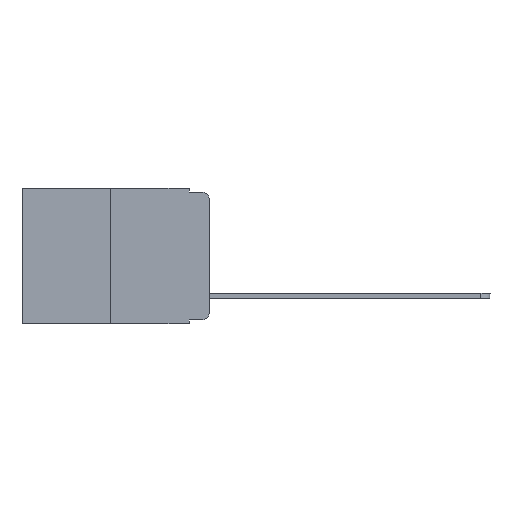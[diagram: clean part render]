
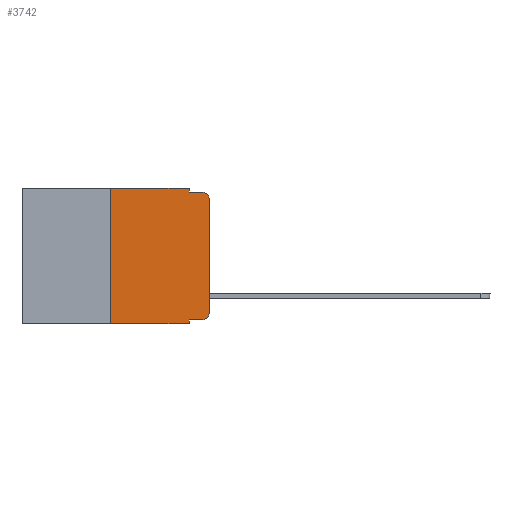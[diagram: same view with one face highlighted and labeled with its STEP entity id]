
A CAD part, left-side view. The second image highlights one B-rep face of the part: STEP entity #3742.
In plain terms, the highlighted planar face has unit normal (-1, 0, 0).
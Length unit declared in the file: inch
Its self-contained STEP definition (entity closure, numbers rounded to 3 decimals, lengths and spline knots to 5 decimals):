
#255 = ORIENTED_EDGE ( 'NONE', *, *, #1596, .F. ) ;
#304 = DIRECTION ( 'NONE',  ( 0., 0., -1. ) ) ;
#776 = ORIENTED_EDGE ( 'NONE', *, *, #10648, .T. ) ;
#868 = VERTEX_POINT ( 'NONE', #6734 ) ;
#1000 = VECTOR ( 'NONE', #3696, 39.37008 ) ;
#1236 = DIRECTION ( 'NONE',  ( -1., 0., 0. ) ) ;
#1306 = CARTESIAN_POINT ( 'NONE',  ( 0., 0., 0. ) ) ;
#1344 = ORIENTED_EDGE ( 'NONE', *, *, #2297, .T. ) ;
#1388 = CARTESIAN_POINT ( 'NONE',  ( 0., 0.473, -0.343 ) ) ;
#1581 = EDGE_CURVE ( 'NONE', #10016, #7577, #9758, .T. ) ;
#1596 = EDGE_CURVE ( 'NONE', #7577, #868, #4746, .T. ) ;
#1875 = EDGE_CURVE ( 'NONE', #868, #3489, #10295, .T. ) ;
#1958 = CARTESIAN_POINT ( 'NONE',  ( 0., 0.051, -0.333 ) ) ;
#2016 = CARTESIAN_POINT ( 'NONE',  ( 0., 0.02, -0.333 ) ) ;
#2067 = DIRECTION ( 'NONE',  ( 0., 0., -1. ) ) ;
#2143 = DIRECTION ( 'NONE',  ( 0., 0., -1. ) ) ;
#2177 = CARTESIAN_POINT ( 'NONE',  ( 0., 0.02, -0.313 ) ) ;
#2218 = VECTOR ( 'NONE', #6175, 39.37008 ) ;
#2297 = EDGE_CURVE ( 'NONE', #4302, #10035, #10228, .T. ) ;
#2333 = EDGE_CURVE ( 'NONE', #5757, #10118, #8617, .T. ) ;
#2498 = ORIENTED_EDGE ( 'NONE', *, *, #4618, .T. ) ;
#2588 = VECTOR ( 'NONE', #10654, 39.37008 ) ;
#2871 = CIRCLE ( 'NONE', #4251, 0.02 ) ;
#3118 = DIRECTION ( 'NONE',  ( 0., -1., 0. ) ) ;
#3225 = EDGE_CURVE ( 'NONE', #10035, #3489, #2871, .T. ) ;
#3287 = CARTESIAN_POINT ( 'NONE',  ( 0., 0.02, -0.01 ) ) ;
#3410 = ORIENTED_EDGE ( 'NONE', *, *, #1875, .F. ) ;
#3489 = VERTEX_POINT ( 'NONE', #3287 ) ;
#3696 = DIRECTION ( 'NONE',  ( 0., 0., 1. ) ) ;
#3704 = ORIENTED_EDGE ( 'NONE', *, *, #1581, .F. ) ;
#3742 = ADVANCED_FACE ( 'NONE', ( #7039 ), #9755, .F. ) ;
#3873 = CARTESIAN_POINT ( 'NONE',  ( 0., 0.051, 0. ) ) ;
#3985 = DIRECTION ( 'NONE',  ( 0., -1., 0. ) ) ;
#4019 = LINE ( 'NONE', #7352, #2588 ) ;
#4251 = AXIS2_PLACEMENT_3D ( 'NONE', #6195, #1236, #304 ) ;
#4302 = VERTEX_POINT ( 'NONE', #5098 ) ;
#4618 = EDGE_CURVE ( 'NONE', #9048, #10118, #9620, .T. ) ;
#4746 = LINE ( 'NONE', #3873, #8460 ) ;
#5098 = CARTESIAN_POINT ( 'NONE',  ( 0., 0., -0.313 ) ) ;
#5144 = VECTOR ( 'NONE', #3118, 39.37008 ) ;
#5173 = CARTESIAN_POINT ( 'NONE',  ( 0., 0.051, -0.01 ) ) ;
#5217 = CARTESIAN_POINT ( 'NONE',  ( 0., 0.25, 0. ) ) ;
#5485 = ORIENTED_EDGE ( 'NONE', *, *, #9981, .T. ) ;
#5547 = DIRECTION ( 'NONE',  ( -1., 0., 0. ) ) ;
#5725 = VECTOR ( 'NONE', #10442, 39.37008 ) ;
#5757 = VERTEX_POINT ( 'NONE', #1958 ) ;
#5889 = EDGE_CURVE ( 'NONE', #9048, #10016, #7240, .T. ) ;
#6009 = CIRCLE ( 'NONE', #9826, 0.02 ) ;
#6040 = EDGE_LOOP ( 'NONE', ( #1344, #7111, #3410, #255, #3704, #10068, #2498, #6892, #5485, #776 ) ) ;
#6175 = DIRECTION ( 'NONE',  ( 0., -1., 0. ) ) ;
#6195 = CARTESIAN_POINT ( 'NONE',  ( 0., 0.02, -0.03 ) ) ;
#6262 = VECTOR ( 'NONE', #3985, 39.37008 ) ;
#6734 = CARTESIAN_POINT ( 'NONE',  ( 0., 0.051, -0.01 ) ) ;
#6892 = ORIENTED_EDGE ( 'NONE', *, *, #2333, .F. ) ;
#7039 = FACE_OUTER_BOUND ( 'NONE', #6040, .T. ) ;
#7083 = VECTOR ( 'NONE', #2067, 39.37008 ) ;
#7111 = ORIENTED_EDGE ( 'NONE', *, *, #3225, .T. ) ;
#7240 = LINE ( 'NONE', #8004, #5725 ) ;
#7352 = CARTESIAN_POINT ( 'NONE',  ( 0., 0.051, -0.333 ) ) ;
#7577 = VERTEX_POINT ( 'NONE', #7977 ) ;
#7977 = CARTESIAN_POINT ( 'NONE',  ( 0., 0.051, 0. ) ) ;
#8004 = CARTESIAN_POINT ( 'NONE',  ( 0., 0.25, 0. ) ) ;
#8030 = CARTESIAN_POINT ( 'NONE',  ( 0., 0.473, 0. ) ) ;
#8391 = CARTESIAN_POINT ( 'NONE',  ( 0., 0.051, -0.343 ) ) ;
#8460 = VECTOR ( 'NONE', #9659, 39.37008 ) ;
#8617 = LINE ( 'NONE', #10342, #7083 ) ;
#8839 = AXIS2_PLACEMENT_3D ( 'NONE', #10508, #10357, #2143 ) ;
#9048 = VERTEX_POINT ( 'NONE', #9126 ) ;
#9126 = CARTESIAN_POINT ( 'NONE',  ( 0., 0.25, -0.343 ) ) ;
#9620 = LINE ( 'NONE', #1388, #6262 ) ;
#9659 = DIRECTION ( 'NONE',  ( 0., 0., -1. ) ) ;
#9755 = PLANE ( 'NONE',  #8839 ) ;
#9758 = LINE ( 'NONE', #8030, #5144 ) ;
#9773 = VERTEX_POINT ( 'NONE', #2016 ) ;
#9826 = AXIS2_PLACEMENT_3D ( 'NONE', #2177, #5547, #10645 ) ;
#9962 = CARTESIAN_POINT ( 'NONE',  ( 0., 0., -0.03 ) ) ;
#9981 = EDGE_CURVE ( 'NONE', #5757, #9773, #4019, .T. ) ;
#10016 = VERTEX_POINT ( 'NONE', #5217 ) ;
#10035 = VERTEX_POINT ( 'NONE', #9962 ) ;
#10068 = ORIENTED_EDGE ( 'NONE', *, *, #5889, .F. ) ;
#10118 = VERTEX_POINT ( 'NONE', #8391 ) ;
#10228 = LINE ( 'NONE', #1306, #1000 ) ;
#10295 = LINE ( 'NONE', #5173, #2218 ) ;
#10342 = CARTESIAN_POINT ( 'NONE',  ( 0., 0.051, 0. ) ) ;
#10357 = DIRECTION ( 'NONE',  ( 1., 0., 0. ) ) ;
#10442 = DIRECTION ( 'NONE',  ( 0., 0., 1. ) ) ;
#10508 = CARTESIAN_POINT ( 'NONE',  ( 0., 0.473, 0. ) ) ;
#10645 = DIRECTION ( 'NONE',  ( 0., 0., -1. ) ) ;
#10648 = EDGE_CURVE ( 'NONE', #9773, #4302, #6009, .T. ) ;
#10654 = DIRECTION ( 'NONE',  ( 0., -1., 0. ) ) ;
